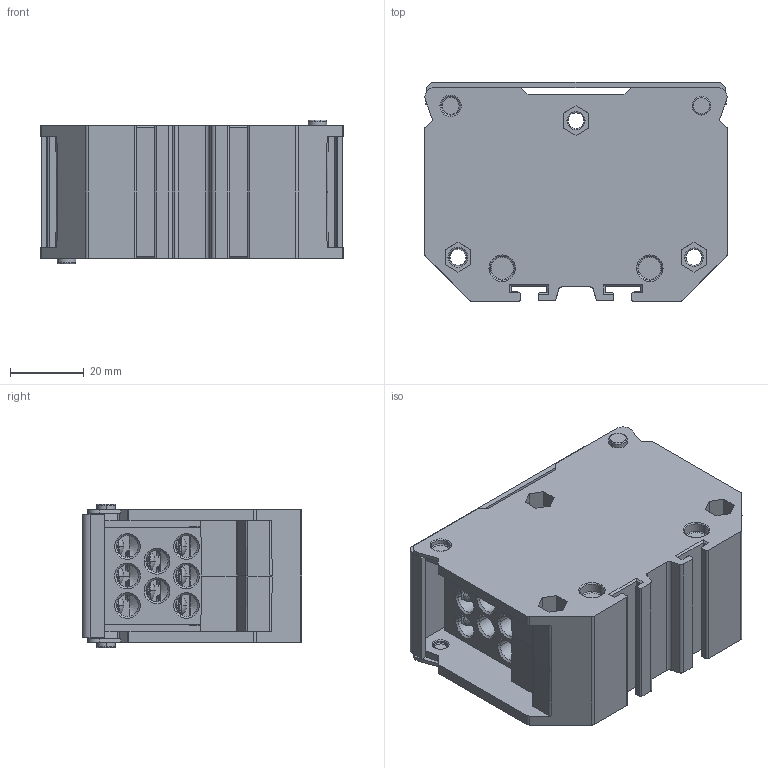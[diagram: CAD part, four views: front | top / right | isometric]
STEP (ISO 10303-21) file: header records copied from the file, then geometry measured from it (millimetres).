
FILE_DESCRIPTION((''),'2;1');
FILE_NAME('01','2021-05-17T',('Administrator'),(''),'PRO/ENGINEER BY PARAMETRIC TECHNOLOGY CORPORATION, 2013230','PRO/ENGINEER BY PARAMETRIC TECHNOLOGY CORPORATION, 2013230','');
FILE_SCHEMA(('CONFIG_CONTROL_DESIGN'));
Products named in the file (1): 01
Bounding box: 82 x 59.4 x 39 mm (x, y, z)
Volume: 96936.8 mm3; surface area: 44781.4 mm2
Topology: 3 solids, 6 shells, 1118 faces, 3167 edges, 1984 vertices
Faces by surface type: plane 446, cylinder 343, bspline 115, cone 100, torus 98, sphere 16
Entity records: 62482 total; most frequent: CARTESIAN_POINT 28523, ORIENTED_EDGE 6266, DIRECTION 4969, EDGE_CURVE 3133, VERTEX_POINT 1984, AXIS2_PLACEMENT_3D 1726, VECTOR 1517, LINE 1517
